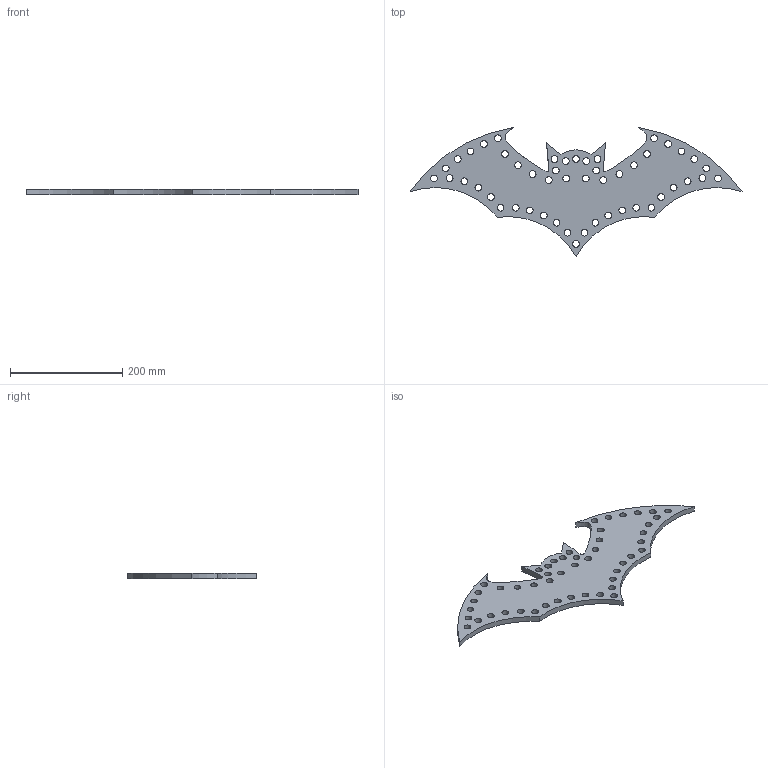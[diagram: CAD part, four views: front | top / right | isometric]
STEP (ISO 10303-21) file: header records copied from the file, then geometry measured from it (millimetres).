
FILE_DESCRIPTION(/* description */ (''),/* implementation_level */ '2;1');
FILE_NAME(/* name */ 'Bat - 50p v31.step',/* time_stamp */ '2022-04-23T12:49:46-05:00',/* author */ (''),/* organization */ (''),/* preprocessor_version */ 'ST-DEVELOPER v18.1',/* originating_system */ 'Autodesk Translation Framework v10.14.0.1471',/* authorisation */ '');
FILE_SCHEMA (('AUTOMOTIVE_DESIGN { 1 0 10303 214 3 1 1 }'));
Length unit declared in the file: millimetre
Products named in the file (1): Bat - 50p
Bounding box: 592.08 x 230.24 x 10 mm (x, y, z)
Volume: 541310.8 mm3; surface area: 143099 mm2
Topology: 1 solids, 1 shells, 64 faces, 186 edges, 124 vertices
Faces by surface type: cylinder 58, plane 4, bspline 2
Full cylindrical faces by diameter (mm): 12 x50
Entity records: 2593 total; most frequent: CARTESIAN_POINT 569, DIRECTION 424, ORIENTED_EDGE 372, EDGE_CURVE 186, AXIS2_PLACEMENT_3D 179, EDGE_LOOP 164, VERTEX_POINT 124, CIRCLE 116
